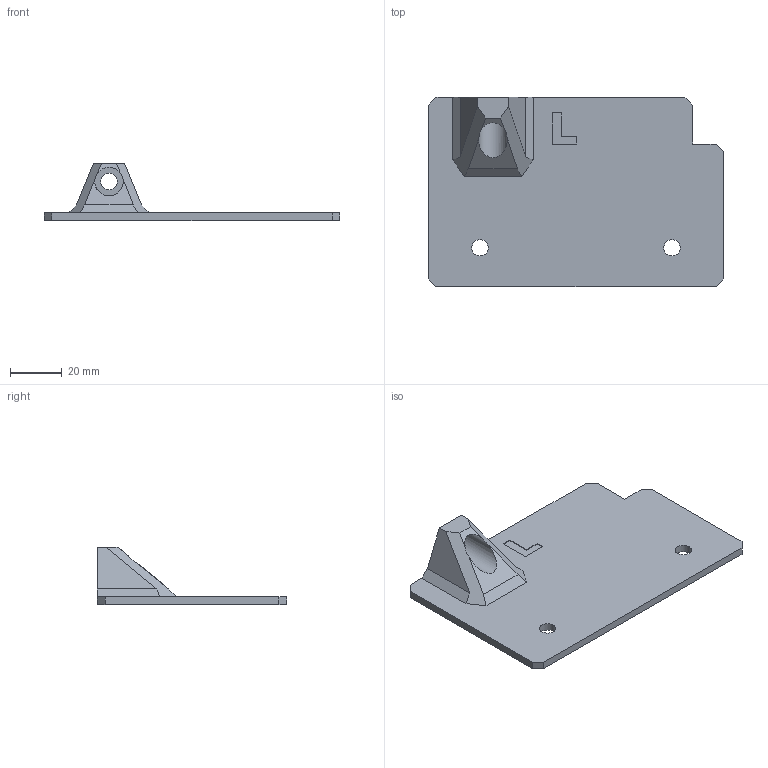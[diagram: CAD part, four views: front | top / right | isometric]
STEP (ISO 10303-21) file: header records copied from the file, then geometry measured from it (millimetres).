
FILE_DESCRIPTION(/* description */ (''),/* implementation_level */ '2;1');
FILE_NAME(/* name */ 'shelf_left_200_3.1.step',/* time_stamp */ '2022-06-24T12:22:24+01:00',/* author */ (''),/* organization */ (''),/* preprocessor_version */ 'ST-DEVELOPER v19',/* originating_system */ 'Autodesk Translation Framework v11.7.0.108',/* authorisation */ '');
FILE_SCHEMA (('AUTOMOTIVE_DESIGN { 1 0 10303 214 3 1 1 }'));
Length unit declared in the file: millimetre
Products named in the file (1): shelf_left_200_3.1
Bounding box: 114 x 73 x 22 mm (x, y, z)
Volume: 30283.4 mm3; surface area: 18614.2 mm2
Topology: 1 solids, 1 shells, 35 faces, 96 edges, 64 vertices
Faces by surface type: plane 31, cylinder 4
Full cylindrical faces by diameter (mm): 6.3 x3, 11 x1
Entity records: 1154 total; most frequent: CARTESIAN_POINT 196, ORIENTED_EDGE 192, DIRECTION 180, EDGE_CURVE 96, LINE 84, VECTOR 84, VERTEX_POINT 64, AXIS2_PLACEMENT_3D 48
